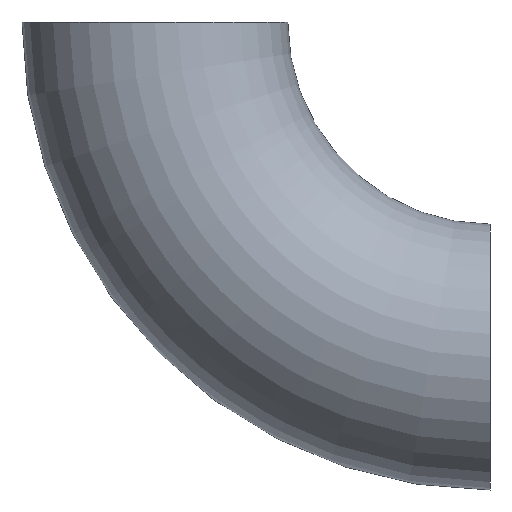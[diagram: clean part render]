
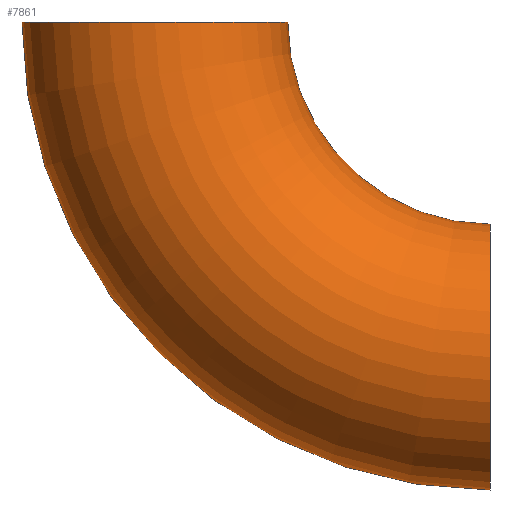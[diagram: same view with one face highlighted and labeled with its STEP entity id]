
A CAD part, left-side view. The second image highlights one B-rep face of the part: STEP entity #7861.
In plain terms, the highlighted toroidal (fillet/blend) face has major radius 76 mm and minor radius 30.15 mm.
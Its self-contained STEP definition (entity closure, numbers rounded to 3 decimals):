
#162 = CIRCLE ( 'NONE', #9012, 30.15 ) ;
#590 = DIRECTION ( 'NONE',  ( -1., 0., 0. ) ) ;
#799 = VERTEX_POINT ( 'NONE', #2964 ) ;
#1334 = VERTEX_POINT ( 'NONE', #6609 ) ;
#1432 = DIRECTION ( 'NONE',  ( 0., 0., 1. ) ) ;
#2586 = TOROIDAL_SURFACE ( 'NONE', #3599, 76., 30.15 ) ;
#2763 = VERTEX_POINT ( 'NONE', #9597 ) ;
#2964 = CARTESIAN_POINT ( 'NONE',  ( 0., 0., -45.85 ) ) ;
#3365 = AXIS2_PLACEMENT_3D ( 'NONE', #7857, #9679, #4538 ) ;
#3599 = AXIS2_PLACEMENT_3D ( 'NONE', #4010, #590, #1432 ) ;
#3605 = DIRECTION ( 'NONE',  ( -1., 0., 0. ) ) ;
#3704 = EDGE_CURVE ( 'NONE', #8242, #1334, #3978, .T. ) ;
#3978 = CIRCLE ( 'NONE', #3365, 106.15 ) ;
#4010 = CARTESIAN_POINT ( 'NONE',  ( 0., 0., 0. ) ) ;
#4269 = ORIENTED_EDGE ( 'NONE', *, *, #10126, .T. ) ;
#4380 = EDGE_CURVE ( 'NONE', #2763, #799, #10284, .T. ) ;
#4538 = DIRECTION ( 'NONE',  ( 0., 0., 1. ) ) ;
#4639 = CARTESIAN_POINT ( 'NONE',  ( 0., 0., -76. ) ) ;
#4711 = DIRECTION ( 'NONE',  ( 0., -1., 0. ) ) ;
#5012 = ORIENTED_EDGE ( 'NONE', *, *, #4380, .F. ) ;
#6212 = AXIS2_PLACEMENT_3D ( 'NONE', #4639, #10657, #8959 ) ;
#6452 = CARTESIAN_POINT ( 'NONE',  ( 0., 76., 0. ) ) ;
#6609 = CARTESIAN_POINT ( 'NONE',  ( 0., 0., -106.15 ) ) ;
#7063 = CARTESIAN_POINT ( 'NONE',  ( 0., 0., 0. ) ) ;
#7144 = CIRCLE ( 'NONE', #6212, 30.15 ) ;
#7696 = ORIENTED_EDGE ( 'NONE', *, *, #3704, .T. ) ;
#7717 = FACE_OUTER_BOUND ( 'NONE', #8192, .T. ) ;
#7857 = CARTESIAN_POINT ( 'NONE',  ( 0., 0., 0. ) ) ;
#7861 = ADVANCED_FACE ( 'NONE', ( #7717 ), #2586, .T. ) ;
#8147 = DIRECTION ( 'NONE',  ( 0., 0., 1. ) ) ;
#8192 = EDGE_LOOP ( 'NONE', ( #8715, #7696, #4269, #5012 ) ) ;
#8242 = VERTEX_POINT ( 'NONE', #10683 ) ;
#8704 = DIRECTION ( 'NONE',  ( 0., 0., 1. ) ) ;
#8715 = ORIENTED_EDGE ( 'NONE', *, *, #9535, .F. ) ;
#8933 = AXIS2_PLACEMENT_3D ( 'NONE', #7063, #3605, #8704 ) ;
#8959 = DIRECTION ( 'NONE',  ( 0., 0., 1. ) ) ;
#9012 = AXIS2_PLACEMENT_3D ( 'NONE', #6452, #8147, #4711 ) ;
#9535 = EDGE_CURVE ( 'NONE', #8242, #2763, #162, .T. ) ;
#9597 = CARTESIAN_POINT ( 'NONE',  ( 0., 45.85, 0. ) ) ;
#9679 = DIRECTION ( 'NONE',  ( -1., 0., 0. ) ) ;
#10126 = EDGE_CURVE ( 'NONE', #1334, #799, #7144, .T. ) ;
#10284 = CIRCLE ( 'NONE', #8933, 45.85 ) ;
#10657 = DIRECTION ( 'NONE',  ( 0., 1., 0. ) ) ;
#10683 = CARTESIAN_POINT ( 'NONE',  ( 0., 106.15, 0. ) ) ;
